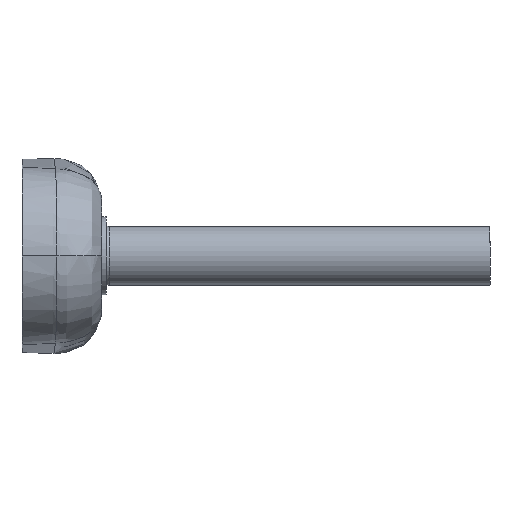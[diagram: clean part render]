
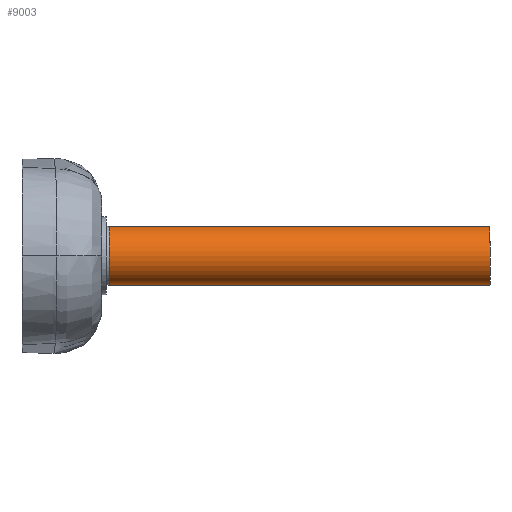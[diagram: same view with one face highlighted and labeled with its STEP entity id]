
A CAD part, left-side view. The second image highlights one B-rep face of the part: STEP entity #9003.
In plain terms, the highlighted cylindrical face has radius 4.763 mm (diameter 9.525 mm), a partial arc.
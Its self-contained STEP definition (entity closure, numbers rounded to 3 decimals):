
#26 = CARTESIAN_POINT ( 'NONE',  ( 0., -1.27, 0. ) ) ;
#994 = AXIS2_PLACEMENT_3D ( 'NONE', #12840, #16102, #3913 ) ;
#1326 = EDGE_CURVE ( 'NONE', #12205, #15817, #1917, .T. ) ;
#1678 = CARTESIAN_POINT ( 'NONE',  ( 0., -51.316, -4.763 ) ) ;
#1917 = CIRCLE ( 'NONE', #12918, 4.763 ) ;
#2154 = VERTEX_POINT ( 'NONE', #18294 ) ;
#3235 = ORIENTED_EDGE ( 'NONE', *, *, #4050, .T. ) ;
#3276 = CARTESIAN_POINT ( 'NONE',  ( 0., -63.246, 4.763 ) ) ;
#3407 = LINE ( 'NONE', #12430, #14429 ) ;
#3608 = ORIENTED_EDGE ( 'NONE', *, *, #15407, .F. ) ;
#3913 = DIRECTION ( 'NONE',  ( 0., 0., 1. ) ) ;
#3958 = DIRECTION ( 'NONE',  ( -1., 0., 0. ) ) ;
#4050 = EDGE_CURVE ( 'NONE', #2154, #11429, #8139, .T. ) ;
#4177 = DIRECTION ( 'NONE',  ( 0., 1., 0. ) ) ;
#4959 = LINE ( 'NONE', #1678, #13763 ) ;
#5030 = CARTESIAN_POINT ( 'NONE',  ( 0., -1.27, 4.763 ) ) ;
#5360 = CARTESIAN_POINT ( 'NONE',  ( 0., -63.246, 0. ) ) ;
#5410 = DIRECTION ( 'NONE',  ( 0., 1., 0. ) ) ;
#5507 = CYLINDRICAL_SURFACE ( 'NONE', #994, 4.763 ) ;
#5913 = CARTESIAN_POINT ( 'NONE',  ( 0., -1.27, -4.763 ) ) ;
#7331 = DIRECTION ( 'NONE',  ( 0., 0., 1. ) ) ;
#8139 = CIRCLE ( 'NONE', #15357, 4.763 ) ;
#9003 = ADVANCED_FACE ( 'NONE', ( #10016 ), #5507, .T. ) ;
#10016 = FACE_OUTER_BOUND ( 'NONE', #18368, .T. ) ;
#10934 = DIRECTION ( 'NONE',  ( 0., 1., 0. ) ) ;
#11429 = VERTEX_POINT ( 'NONE', #3276 ) ;
#11998 = DIRECTION ( 'NONE',  ( 0., -1., 0. ) ) ;
#12205 = VERTEX_POINT ( 'NONE', #5030 ) ;
#12430 = CARTESIAN_POINT ( 'NONE',  ( 0., -51.316, 4.763 ) ) ;
#12840 = CARTESIAN_POINT ( 'NONE',  ( 0., -51.316, 0. ) ) ;
#12918 = AXIS2_PLACEMENT_3D ( 'NONE', #26, #11998, #7331 ) ;
#13763 = VECTOR ( 'NONE', #10934, 1000. ) ;
#14429 = VECTOR ( 'NONE', #5410, 1000. ) ;
#14755 = ORIENTED_EDGE ( 'NONE', *, *, #1326, .T. ) ;
#15357 = AXIS2_PLACEMENT_3D ( 'NONE', #5360, #4177, #3958 ) ;
#15407 = EDGE_CURVE ( 'NONE', #2154, #15817, #4959, .T. ) ;
#15817 = VERTEX_POINT ( 'NONE', #5913 ) ;
#16102 = DIRECTION ( 'NONE',  ( 0., 1., 0. ) ) ;
#16258 = EDGE_CURVE ( 'NONE', #11429, #12205, #3407, .T. ) ;
#18294 = CARTESIAN_POINT ( 'NONE',  ( 0., -63.246, -4.763 ) ) ;
#18368 = EDGE_LOOP ( 'NONE', ( #3608, #3235, #18392, #14755 ) ) ;
#18392 = ORIENTED_EDGE ( 'NONE', *, *, #16258, .T. ) ;
